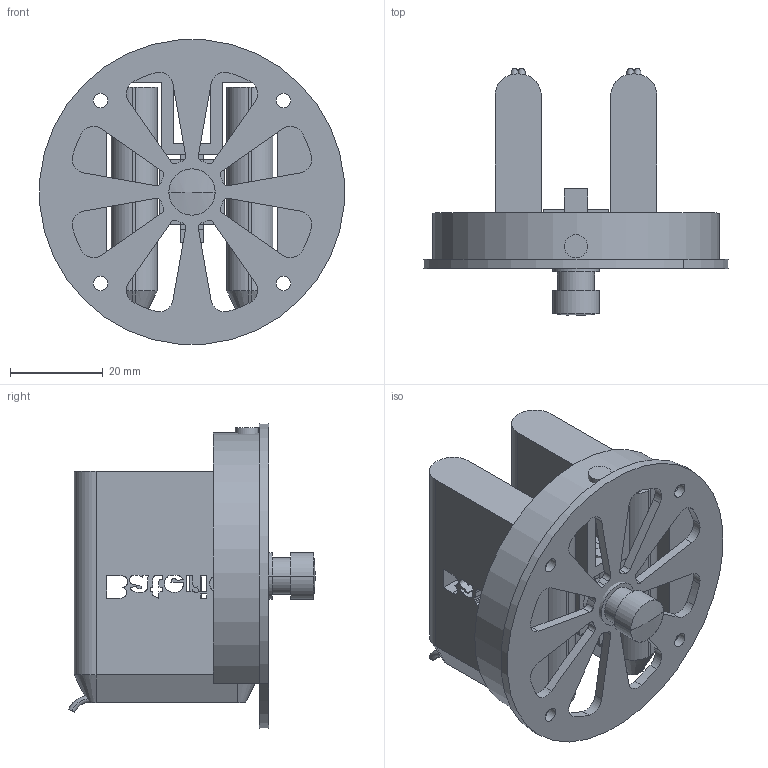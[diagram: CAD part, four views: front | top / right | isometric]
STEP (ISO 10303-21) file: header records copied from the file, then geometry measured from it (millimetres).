
FILE_DESCRIPTION(/* description */ ('VariCAD 2022-2.05 AP-214'),/* implementation_level */ '2;1');
FILE_NAME(/* name */ 'cansat 3.0 Battery_Camera.stp',/* time_stamp */ '2023-02-22T19:59:32+01:00',/* author */ (''),/* organization */ (''),/* preprocessor_version */ 'VariCAD 2022-2.05',/* originating_system */ 'VariCAD 2022-2.05; kernel version (20180118)',/* authorisation */ '');
FILE_SCHEMA(('AUTOMOTIVE_DESIGN'));
Length unit declared in the file: millimetre
Products named in the file (16): cansat 3.0 Battery_Camera; [Nepojmenovaný díl 9]; [Nepojmenovaný díl 8]; [Nepojmenovaný díl 7]; [Nepojmenovaný díl 6]; [Nepojmenovaný díl 38]; [Nepojmenovaný díl 37]; [Nepojmenovaný díl 11]; [Nepojmenovaný díl 10]
Assembly tree (15 placements, depth 2):
  cansat 3.0 Battery_Camera
    (unnamed)
    (unnamed)
    (unnamed)
    [Nepojmenovaný díl 9]
    [Nepojmenovaný díl 8]
    [Nepojmenovaný díl 7]
    [Nepojmenovaný díl 6]
    (unnamed)
    [Nepojmenovaný díl 38]
    [Nepojmenovaný díl 37]
    [Nepojmenovaný díl 11]
    [Nepojmenovaný díl 10]
    (unnamed)
    (unnamed)
    (unnamed)
Bounding box: 65.75 x 53.41 x 65.75 mm (x, y, z)
Volume: 54270.1 mm3; surface area: 26817.9 mm2
Topology: 15 solids, 15 shells, 357 faces, 955 edges, 626 vertices
Faces by surface type: plane 174, cylinder 107, extrusion 46, torus 12, cone 8, bspline 6, sphere 4
Entity records: 15271 total; most frequent: CARTESIAN_POINT 5846, ORIENTED_EDGE 1902, DIRECTION 1775, EDGE_CURVE 951, VERTEX_POINT 626, AXIS2_PLACEMENT_3D 609, VECTOR 557, LINE 511
